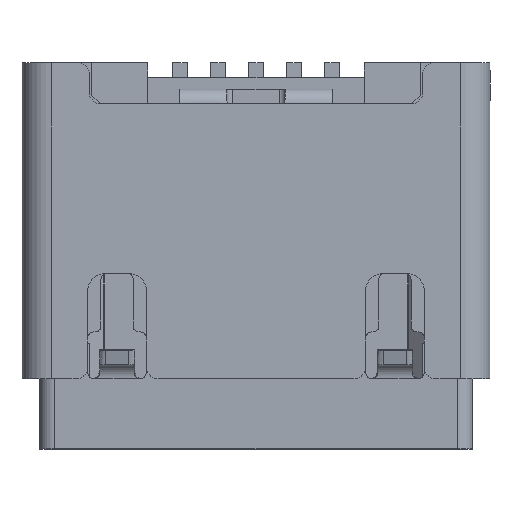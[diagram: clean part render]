
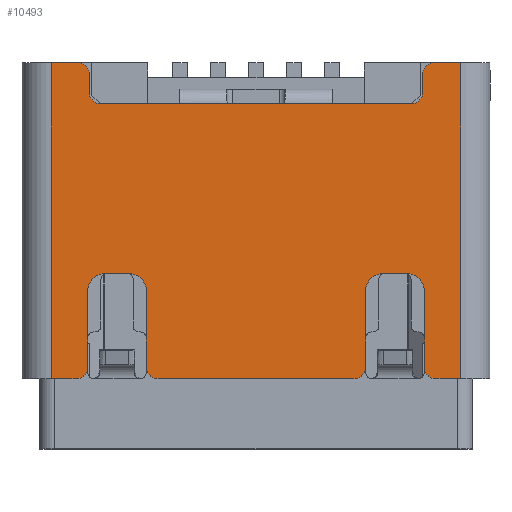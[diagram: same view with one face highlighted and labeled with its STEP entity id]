
A CAD part, top view. The second image highlights one B-rep face of the part: STEP entity #10493.
In plain terms, the highlighted planar face has unit normal (0, 0, 1).
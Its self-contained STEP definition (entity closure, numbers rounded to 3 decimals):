
#392=CIRCLE('',#11183,0.2);
#393=CIRCLE('',#11184,0.2);
#394=CIRCLE('',#11185,0.3);
#395=CIRCLE('',#11186,0.3);
#396=CIRCLE('',#11187,0.2);
#397=CIRCLE('',#11188,0.2);
#398=CIRCLE('',#11189,0.3);
#399=CIRCLE('',#11190,0.3);
#400=CIRCLE('',#11191,0.2);
#401=CIRCLE('',#11192,0.2);
#402=CIRCLE('',#11193,0.2);
#403=CIRCLE('',#11194,0.2);
#2032=ORIENTED_EDGE('',*,*,#4508,.T.);
#2033=ORIENTED_EDGE('',*,*,#4509,.T.);
#2034=ORIENTED_EDGE('',*,*,#4510,.F.);
#2035=ORIENTED_EDGE('',*,*,#4511,.T.);
#2036=ORIENTED_EDGE('',*,*,#4512,.T.);
#2037=ORIENTED_EDGE('',*,*,#4513,.T.);
#2038=ORIENTED_EDGE('',*,*,#4514,.T.);
#2039=ORIENTED_EDGE('',*,*,#4515,.T.);
#2040=ORIENTED_EDGE('',*,*,#4516,.T.);
#2041=ORIENTED_EDGE('',*,*,#4517,.T.);
#2042=ORIENTED_EDGE('',*,*,#4518,.T.);
#2043=ORIENTED_EDGE('',*,*,#4519,.T.);
#2044=ORIENTED_EDGE('',*,*,#4520,.T.);
#2045=ORIENTED_EDGE('',*,*,#4521,.T.);
#2046=ORIENTED_EDGE('',*,*,#4522,.T.);
#2047=ORIENTED_EDGE('',*,*,#4523,.T.);
#2048=ORIENTED_EDGE('',*,*,#4524,.T.);
#2049=ORIENTED_EDGE('',*,*,#4525,.T.);
#2050=ORIENTED_EDGE('',*,*,#4526,.T.);
#2051=ORIENTED_EDGE('',*,*,#4527,.T.);
#2052=ORIENTED_EDGE('',*,*,#4528,.T.);
#2053=ORIENTED_EDGE('',*,*,#4529,.F.);
#2054=ORIENTED_EDGE('',*,*,#4530,.F.);
#2055=ORIENTED_EDGE('',*,*,#4531,.T.);
#2056=ORIENTED_EDGE('',*,*,#4532,.T.);
#2057=ORIENTED_EDGE('',*,*,#4533,.T.);
#2058=ORIENTED_EDGE('',*,*,#4534,.T.);
#2059=ORIENTED_EDGE('',*,*,#4535,.T.);
#4508=EDGE_CURVE('',#5856,#5857,#7022,.T.);
#4509=EDGE_CURVE('',#5857,#5858,#392,.F.);
#4510=EDGE_CURVE('',#5859,#5858,#7023,.T.);
#4511=EDGE_CURVE('',#5859,#5860,#7024,.T.);
#4512=EDGE_CURVE('',#5860,#5861,#7025,.T.);
#4513=EDGE_CURVE('',#5861,#5862,#393,.F.);
#4514=EDGE_CURVE('',#5862,#5863,#7026,.T.);
#4515=EDGE_CURVE('',#5863,#5864,#394,.T.);
#4516=EDGE_CURVE('',#5864,#5865,#7027,.T.);
#4517=EDGE_CURVE('',#5865,#5866,#395,.T.);
#4518=EDGE_CURVE('',#5866,#5867,#7028,.T.);
#4519=EDGE_CURVE('',#5867,#5868,#396,.F.);
#4520=EDGE_CURVE('',#5868,#5869,#7029,.T.);
#4521=EDGE_CURVE('',#5869,#5870,#397,.F.);
#4522=EDGE_CURVE('',#5870,#5871,#7030,.T.);
#4523=EDGE_CURVE('',#5871,#5872,#398,.T.);
#4524=EDGE_CURVE('',#5872,#5873,#7031,.T.);
#4525=EDGE_CURVE('',#5873,#5874,#399,.T.);
#4526=EDGE_CURVE('',#5874,#5875,#7032,.T.);
#4527=EDGE_CURVE('',#5875,#5876,#400,.F.);
#4528=EDGE_CURVE('',#5876,#5877,#7033,.T.);
#4529=EDGE_CURVE('',#5878,#5877,#7034,.T.);
#4530=EDGE_CURVE('',#5879,#5878,#7035,.T.);
#4531=EDGE_CURVE('',#5879,#5880,#401,.F.);
#4532=EDGE_CURVE('',#5880,#5881,#7036,.T.);
#4533=EDGE_CURVE('',#5881,#5882,#402,.T.);
#4534=EDGE_CURVE('',#5882,#5883,#7037,.T.);
#4535=EDGE_CURVE('',#5883,#5856,#403,.T.);
#5856=VERTEX_POINT('',#16151);
#5857=VERTEX_POINT('',#16152);
#5858=VERTEX_POINT('',#16154);
#5859=VERTEX_POINT('',#16156);
#5860=VERTEX_POINT('',#16158);
#5861=VERTEX_POINT('',#16160);
#5862=VERTEX_POINT('',#16162);
#5863=VERTEX_POINT('',#16164);
#5864=VERTEX_POINT('',#16166);
#5865=VERTEX_POINT('',#16168);
#5866=VERTEX_POINT('',#16170);
#5867=VERTEX_POINT('',#16172);
#5868=VERTEX_POINT('',#16174);
#5869=VERTEX_POINT('',#16176);
#5870=VERTEX_POINT('',#16178);
#5871=VERTEX_POINT('',#16180);
#5872=VERTEX_POINT('',#16182);
#5873=VERTEX_POINT('',#16184);
#5874=VERTEX_POINT('',#16186);
#5875=VERTEX_POINT('',#16188);
#5876=VERTEX_POINT('',#16190);
#5877=VERTEX_POINT('',#16192);
#5878=VERTEX_POINT('',#16194);
#5879=VERTEX_POINT('',#16196);
#5880=VERTEX_POINT('',#16198);
#5881=VERTEX_POINT('',#16200);
#5882=VERTEX_POINT('',#16202);
#5883=VERTEX_POINT('',#16204);
#7022=LINE('',#16150,#8212);
#7023=LINE('',#16155,#8213);
#7024=LINE('',#16157,#8214);
#7025=LINE('',#16159,#8215);
#7026=LINE('',#16163,#8216);
#7027=LINE('',#16167,#8217);
#7028=LINE('',#16171,#8218);
#7029=LINE('',#16175,#8219);
#7030=LINE('',#16179,#8220);
#7031=LINE('',#16183,#8221);
#7032=LINE('',#16187,#8222);
#7033=LINE('',#16191,#8223);
#7034=LINE('',#16193,#8224);
#7035=LINE('',#16195,#8225);
#7036=LINE('',#16199,#8226);
#7037=LINE('',#16203,#8227);
#8212=VECTOR('',#12991,1000.);
#8213=VECTOR('',#12994,1000.);
#8214=VECTOR('',#12995,1000.);
#8215=VECTOR('',#12996,1000.);
#8216=VECTOR('',#12999,1000.);
#8217=VECTOR('',#13002,1000.);
#8218=VECTOR('',#13005,1000.);
#8219=VECTOR('',#13008,1000.);
#8220=VECTOR('',#13011,1000.);
#8221=VECTOR('',#13014,1000.);
#8222=VECTOR('',#13017,1000.);
#8223=VECTOR('',#13020,1000.);
#8224=VECTOR('',#13021,1000.);
#8225=VECTOR('',#13022,1000.);
#8226=VECTOR('',#13025,1000.);
#8227=VECTOR('',#13028,1000.);
#9031=EDGE_LOOP('',(#2032,#2033,#2034,#2035,#2036,#2037,#2038,#2039,#2040,
#2041,#2042,#2043,#2044,#2045,#2046,#2047,#2048,#2049,#2050,#2051,#2052,
#2053,#2054,#2055,#2056,#2057,#2058,#2059));
#9607=FACE_BOUND('',#9031,.T.);
#10119=PLANE('',#11182);
#10493=ADVANCED_FACE('',(#9607),#10119,.F.);
#11182=AXIS2_PLACEMENT_3D('',#16149,#12989,#12990);
#11183=AXIS2_PLACEMENT_3D('',#16153,#12992,#12993);
#11184=AXIS2_PLACEMENT_3D('',#16161,#12997,#12998);
#11185=AXIS2_PLACEMENT_3D('',#16165,#13000,#13001);
#11186=AXIS2_PLACEMENT_3D('',#16169,#13003,#13004);
#11187=AXIS2_PLACEMENT_3D('',#16173,#13006,#13007);
#11188=AXIS2_PLACEMENT_3D('',#16177,#13009,#13010);
#11189=AXIS2_PLACEMENT_3D('',#16181,#13012,#13013);
#11190=AXIS2_PLACEMENT_3D('',#16185,#13015,#13016);
#11191=AXIS2_PLACEMENT_3D('',#16189,#13018,#13019);
#11192=AXIS2_PLACEMENT_3D('',#16197,#13023,#13024);
#11193=AXIS2_PLACEMENT_3D('',#16201,#13026,#13027);
#11194=AXIS2_PLACEMENT_3D('',#16205,#13029,#13030);
#12989=DIRECTION('',(0.,0.,-1.));
#12990=DIRECTION('',(-1.,0.,0.));
#12991=DIRECTION('',(0.,1.,0.));
#12992=DIRECTION('',(0.,0.,-1.));
#12993=DIRECTION('',(-1.,0.,0.));
#12994=DIRECTION('',(1.,0.,0.));
#12995=DIRECTION('',(0.,-1.,0.));
#12996=DIRECTION('',(1.,0.,0.));
#12997=DIRECTION('',(0.,0.,-1.));
#12998=DIRECTION('',(-1.,0.,0.));
#12999=DIRECTION('',(0.,1.,0.));
#13000=DIRECTION('',(0.,0.,-1.));
#13001=DIRECTION('',(-1.,0.,0.));
#13002=DIRECTION('',(1.,0.,0.));
#13003=DIRECTION('',(0.,0.,-1.));
#13004=DIRECTION('',(-1.,0.,0.));
#13005=DIRECTION('',(0.,-1.,0.));
#13006=DIRECTION('',(0.,0.,-1.));
#13007=DIRECTION('',(-1.,0.,0.));
#13008=DIRECTION('',(1.,0.,0.));
#13009=DIRECTION('',(0.,0.,-1.));
#13010=DIRECTION('',(-1.,0.,0.));
#13011=DIRECTION('',(0.,1.,0.));
#13012=DIRECTION('',(0.,0.,-1.));
#13013=DIRECTION('',(-1.,0.,0.));
#13014=DIRECTION('',(1.,0.,0.));
#13015=DIRECTION('',(0.,0.,-1.));
#13016=DIRECTION('',(-1.,0.,0.));
#13017=DIRECTION('',(0.,-1.,0.));
#13018=DIRECTION('',(0.,0.,-1.));
#13019=DIRECTION('',(-1.,0.,0.));
#13020=DIRECTION('',(1.,0.,0.));
#13021=DIRECTION('',(0.,-1.,0.));
#13022=DIRECTION('',(1.,0.,0.));
#13023=DIRECTION('',(0.,0.,-1.));
#13024=DIRECTION('',(-1.,0.,0.));
#13025=DIRECTION('',(0.,-1.,0.));
#13026=DIRECTION('',(0.,0.,-1.));
#13027=DIRECTION('',(-1.,0.,0.));
#13028=DIRECTION('',(-1.,0.,0.));
#13029=DIRECTION('',(0.,0.,-1.));
#13030=DIRECTION('',(-1.,0.,0.));
#16149=CARTESIAN_POINT('',(-3.5,2.7,1.45));
#16150=CARTESIAN_POINT('',(-2.85,2.,1.45));
#16151=CARTESIAN_POINT('',(-2.85,2.2,1.45));
#16152=CARTESIAN_POINT('',(-2.85,2.5,1.45));
#16153=CARTESIAN_POINT('',(-3.05,2.5,1.45));
#16154=CARTESIAN_POINT('',(-3.05,2.7,1.45));
#16155=CARTESIAN_POINT('',(-3.5,2.7,1.45));
#16156=CARTESIAN_POINT('',(-3.5,2.7,1.45));
#16157=CARTESIAN_POINT('',(-3.5,2.7,1.45));
#16158=CARTESIAN_POINT('',(-3.5,-2.7,1.45));
#16159=CARTESIAN_POINT('',(-3.5,-2.7,1.45));
#16160=CARTESIAN_POINT('',(-3.075,-2.7,1.45));
#16161=CARTESIAN_POINT('',(-3.075,-2.5,1.45));
#16162=CARTESIAN_POINT('',(-2.875,-2.5,1.45));
#16163=CARTESIAN_POINT('',(-2.875,-2.7,1.45));
#16164=CARTESIAN_POINT('',(-2.875,-1.2,1.45));
#16165=CARTESIAN_POINT('',(-2.575,-1.2,1.45));
#16166=CARTESIAN_POINT('',(-2.575,-0.9,1.45));
#16167=CARTESIAN_POINT('',(-2.875,-0.9,1.45));
#16168=CARTESIAN_POINT('',(-2.175,-0.9,1.45));
#16169=CARTESIAN_POINT('',(-2.175,-1.2,1.45));
#16170=CARTESIAN_POINT('',(-1.875,-1.2,1.45));
#16171=CARTESIAN_POINT('',(-1.875,-0.9,1.45));
#16172=CARTESIAN_POINT('',(-1.875,-2.5,1.45));
#16173=CARTESIAN_POINT('',(-1.675,-2.5,1.45));
#16174=CARTESIAN_POINT('',(-1.675,-2.7,1.45));
#16175=CARTESIAN_POINT('',(-3.5,-2.7,1.45));
#16176=CARTESIAN_POINT('',(1.675,-2.7,1.45));
#16177=CARTESIAN_POINT('',(1.675,-2.5,1.45));
#16178=CARTESIAN_POINT('',(1.875,-2.5,1.45));
#16179=CARTESIAN_POINT('',(1.875,-2.7,1.45));
#16180=CARTESIAN_POINT('',(1.875,-1.2,1.45));
#16181=CARTESIAN_POINT('',(2.175,-1.2,1.45));
#16182=CARTESIAN_POINT('',(2.175,-0.9,1.45));
#16183=CARTESIAN_POINT('',(1.875,-0.9,1.45));
#16184=CARTESIAN_POINT('',(2.575,-0.9,1.45));
#16185=CARTESIAN_POINT('',(2.575,-1.2,1.45));
#16186=CARTESIAN_POINT('',(2.875,-1.2,1.45));
#16187=CARTESIAN_POINT('',(2.875,-0.9,1.45));
#16188=CARTESIAN_POINT('',(2.875,-2.5,1.45));
#16189=CARTESIAN_POINT('',(3.075,-2.5,1.45));
#16190=CARTESIAN_POINT('',(3.075,-2.7,1.45));
#16191=CARTESIAN_POINT('',(-3.5,-2.7,1.45));
#16192=CARTESIAN_POINT('',(3.5,-2.7,1.45));
#16193=CARTESIAN_POINT('',(3.5,2.7,1.45));
#16194=CARTESIAN_POINT('',(3.5,2.7,1.45));
#16195=CARTESIAN_POINT('',(-3.5,2.7,1.45));
#16196=CARTESIAN_POINT('',(3.05,2.7,1.45));
#16197=CARTESIAN_POINT('',(3.05,2.5,1.45));
#16198=CARTESIAN_POINT('',(2.85,2.5,1.45));
#16199=CARTESIAN_POINT('',(2.85,2.7,1.45));
#16200=CARTESIAN_POINT('',(2.85,2.2,1.45));
#16201=CARTESIAN_POINT('',(2.65,2.2,1.45));
#16202=CARTESIAN_POINT('',(2.65,2.,1.45));
#16203=CARTESIAN_POINT('',(2.85,2.,1.45));
#16204=CARTESIAN_POINT('',(-2.65,2.,1.45));
#16205=CARTESIAN_POINT('',(-2.65,2.2,1.45));
